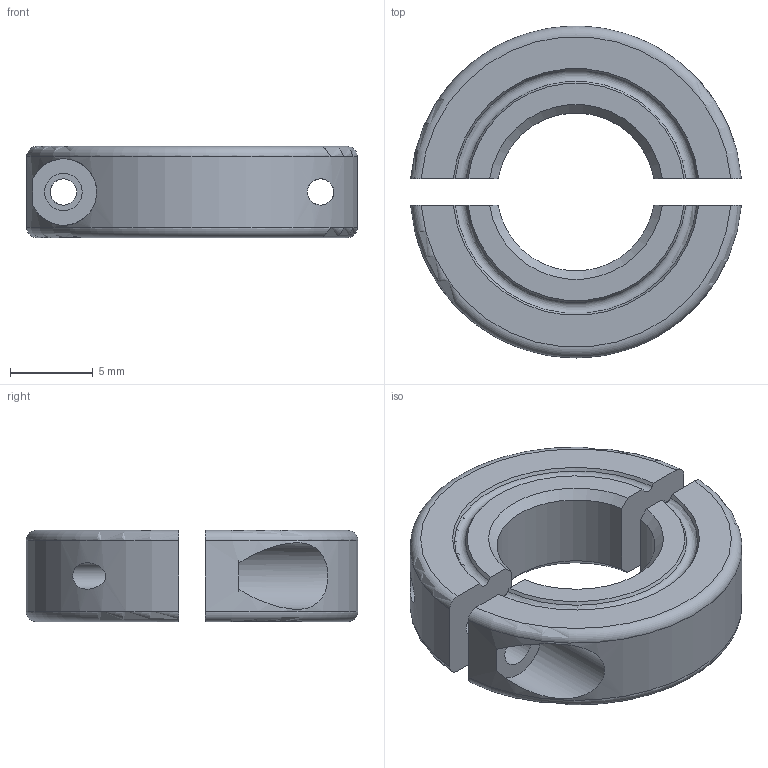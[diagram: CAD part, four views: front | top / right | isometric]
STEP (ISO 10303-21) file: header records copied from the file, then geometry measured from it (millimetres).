
FILE_DESCRIPTION(/* description */ (''),/* implementation_level */ '2;1');
FILE_NAME(/* name */ 'MISC_Collar_ENSP20-6-A.ipt.stp',/* time_stamp */ '2016-01-07T16:44:16-08:00',/* author */ ('Philip'),/* organization */ (''),/* preprocessor_version */ 'ST-DEVELOPER v16.1',/* originating_system */ 'Autodesk Inventor 2016',/* authorisation */ '');
FILE_SCHEMA (('AUTOMOTIVE_DESIGN { 1 0 10303 214 3 1 1 }'));
Length unit declared in the file: metre
Products named in the file (1): MISC_Collar_ENSP20-6-A
Bounding box: 19.94 x 20 x 5.5 mm (x, y, z)
Volume: 1095.8 mm3; surface area: 1122.3 mm2
Topology: 2 solids, 2 shells, 36 faces, 92 edges, 62 vertices
Faces by surface type: plane 12, cylinder 10, cone 8, torus 6
Full cylindrical faces by diameter (mm): 1.587 x2, 2.261 x2
Entity records: 1335 total; most frequent: CARTESIAN_POINT 449, DIRECTION 180, ORIENTED_EDGE 172, EDGE_CURVE 86, AXIS2_PLACEMENT_3D 77, VERTEX_POINT 60, EDGE_LOOP 50, FACE_OUTER_BOUND 36
